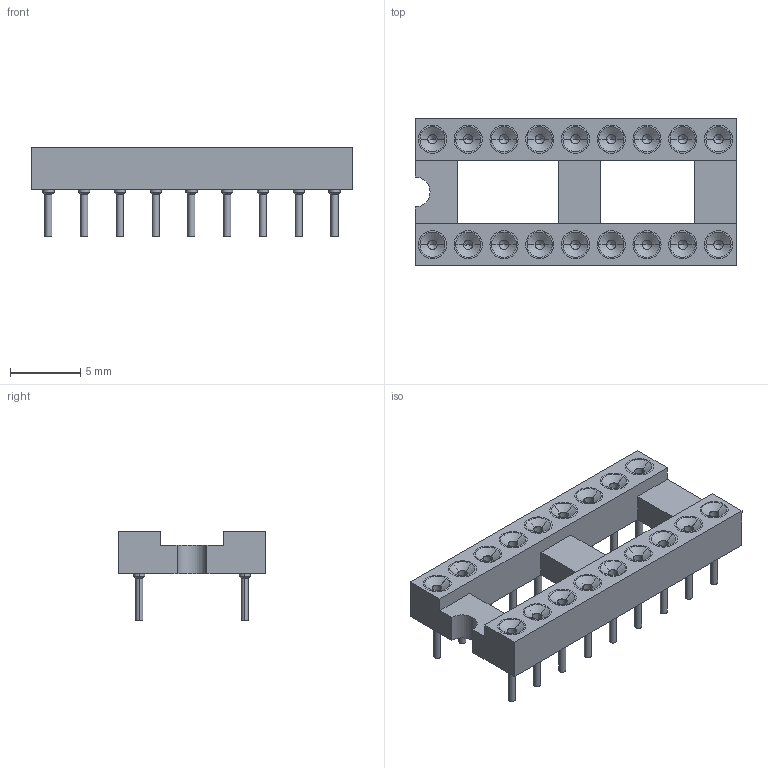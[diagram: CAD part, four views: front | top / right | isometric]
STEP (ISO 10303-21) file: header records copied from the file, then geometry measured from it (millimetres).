
FILE_DESCRIPTION (( 'STEP AP214' ), '1' );
FILE_NAME ('User Library-DIP18.STEP', '2019-11-15T20:33:40', ( '' ), ( '' ), 'SwSTEP 2.0', 'SolidWorks 2019', '' );
FILE_SCHEMA (( 'AUTOMOTIVE_DESIGN' ));
Length unit declared in the file: millimetre
Products named in the file (1): User Library-DIP18
Bounding box: 22.87 x 10.5 x 6.35 mm (x, y, z)
Volume: 340.9 mm3; surface area: 1360.3 mm2
Topology: 19 solids, 19 shells, 342 faces, 778 edges, 454 vertices
Faces by surface type: cylinder 145, cone 144, plane 53
Entity records: 13390 total; most frequent: DIRECTION 1830, CARTESIAN_POINT 1539, ORIENTED_EDGE 1484, AXIS2_PLACEMENT_3D 745, EDGE_CURVE 742, VERTEX_POINT 454, CIRCLE 402, EDGE_LOOP 398
